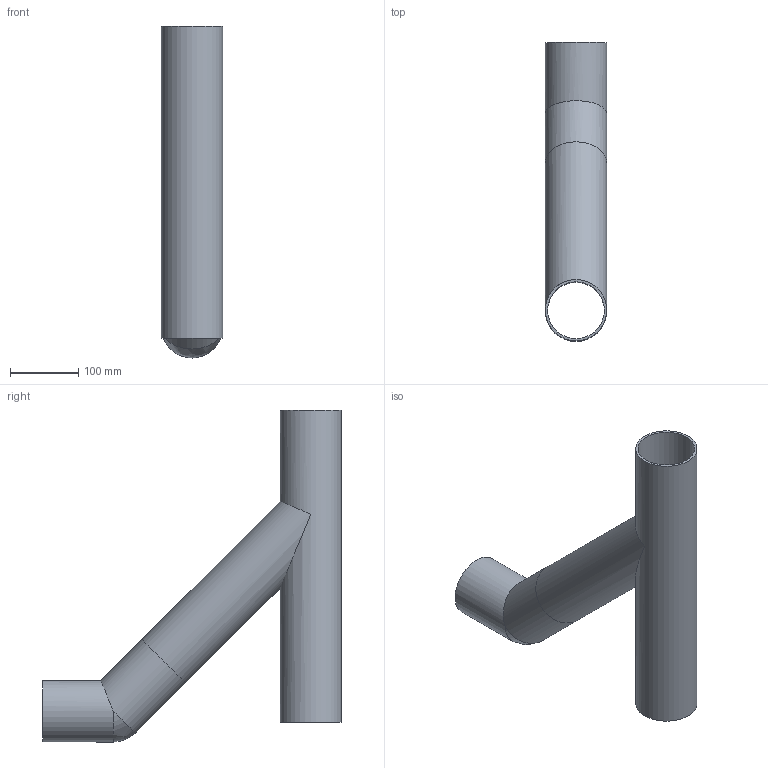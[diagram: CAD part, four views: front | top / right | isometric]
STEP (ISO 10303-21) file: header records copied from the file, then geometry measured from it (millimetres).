
FILE_DESCRIPTION (( 'STEP AP203' ), '1' );
FILE_NAME ('581206030.STEP', '2017-08-04T13:00:16', ( '' ), ( '' ), 'SwSTEP 2.0', 'SolidWorks 2017', '' );
FILE_SCHEMA (( 'CONFIG_CONTROL_DESIGN' ));
Length unit declared in the file: inch
Products named in the file (1): 581206030
Bounding box: 90 x 438.07 x 486.47 mm (x, y, z)
Volume: 1102076.6 mm3; surface area: 502283.7 mm2
Topology: 2 solids, 2 shells, 16 faces, 31 edges, 20 vertices
Faces by surface type: cylinder 9, plane 5, bspline 2
Full cylindrical faces by diameter (mm): 73.6 x2, 83.193 x2, 90 x4
Entity records: 639 total; most frequent: CARTESIAN_POINT 288, DIRECTION 58, ORIENTED_EDGE 38, EDGE_LOOP 30, AXIS2_PLACEMENT_3D 29, FACE_OUTER_BOUND 24, EDGE_CURVE 19, VERTEX_POINT 17
